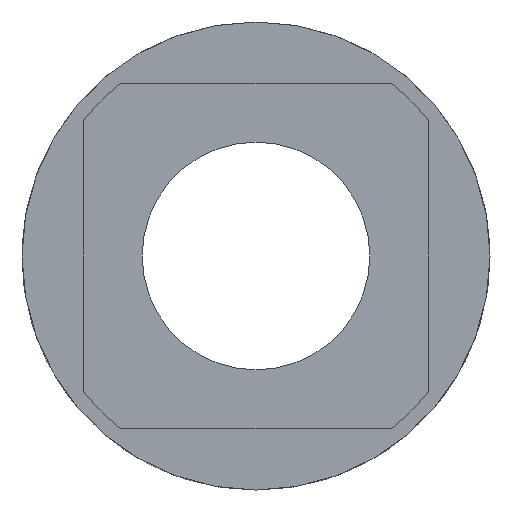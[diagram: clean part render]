
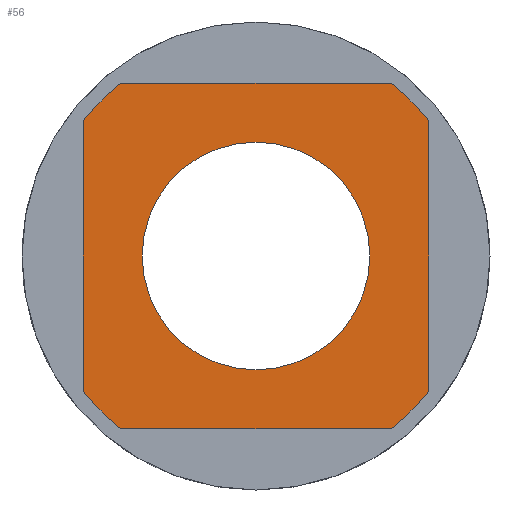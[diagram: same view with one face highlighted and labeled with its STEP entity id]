
A CAD part, left-side view. The second image highlights one B-rep face of the part: STEP entity #56.
In plain terms, the highlighted planar face has unit normal (-1, 0, 0).
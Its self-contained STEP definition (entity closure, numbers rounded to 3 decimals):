
#17 = FACE_BOUND ( 'NONE', #352, .T. ) ;
#23 = DIRECTION ( 'NONE',  ( 0., 0., 1. ) ) ;
#38 = EDGE_CURVE ( 'NONE', #115, #591, #298, .T. ) ;
#43 = AXIS2_PLACEMENT_3D ( 'NONE', #499, #111, #243 ) ;
#47 = DIRECTION ( 'NONE',  ( 0., 0., 1. ) ) ;
#51 = CARTESIAN_POINT ( 'NONE',  ( -33.366, -5.2, -4.064 ) ) ;
#56 = ADVANCED_FACE ( 'NONE', ( #441, #17 ), #196, .T. ) ;
#57 = ORIENTED_EDGE ( 'NONE', *, *, #38, .T. ) ;
#58 = VERTEX_POINT ( 'NONE', #118 ) ;
#62 = DIRECTION ( 'NONE',  ( -1., 0., 0. ) ) ;
#77 = EDGE_CURVE ( 'NONE', #249, #620, #355, .T. ) ;
#87 = DIRECTION ( 'NONE',  ( -1., 0., 0. ) ) ;
#96 = CARTESIAN_POINT ( 'NONE',  ( -33.366, 4.064, -5.2 ) ) ;
#102 = CARTESIAN_POINT ( 'NONE',  ( -33.366, 0., 0. ) ) ;
#104 = CARTESIAN_POINT ( 'NONE',  ( -33.366, -5.2, -4.064 ) ) ;
#108 = DIRECTION ( 'NONE',  ( 0., 1., 0. ) ) ;
#111 = DIRECTION ( 'NONE',  ( 1., 0., 0. ) ) ;
#115 = VERTEX_POINT ( 'NONE', #454 ) ;
#118 = CARTESIAN_POINT ( 'NONE',  ( -33.366, 0., 3.425 ) ) ;
#120 = EDGE_CURVE ( 'NONE', #246, #517, #597, .T. ) ;
#123 = CARTESIAN_POINT ( 'NONE',  ( -33.366, 0., 0. ) ) ;
#132 = CARTESIAN_POINT ( 'NONE',  ( -33.366, 0., 0. ) ) ;
#134 = CARTESIAN_POINT ( 'NONE',  ( -33.366, -5.2, 4.064 ) ) ;
#135 = ORIENTED_EDGE ( 'NONE', *, *, #197, .T. ) ;
#148 = LINE ( 'NONE', #104, #305 ) ;
#172 = CIRCLE ( 'NONE', #497, 6.6 ) ;
#182 = EDGE_CURVE ( 'NONE', #442, #115, #321, .T. ) ;
#191 = DIRECTION ( 'NONE',  ( -1., 0., 0. ) ) ;
#194 = ORIENTED_EDGE ( 'NONE', *, *, #489, .T. ) ;
#196 = PLANE ( 'NONE',  #432 ) ;
#197 = EDGE_CURVE ( 'NONE', #296, #442, #148, .T. ) ;
#199 = AXIS2_PLACEMENT_3D ( 'NONE', #132, #87, #47 ) ;
#203 = ORIENTED_EDGE ( 'NONE', *, *, #473, .T. ) ;
#209 = VECTOR ( 'NONE', #413, 1000. ) ;
#212 = CARTESIAN_POINT ( 'NONE',  ( -33.366, -4.064, -5.2 ) ) ;
#243 = DIRECTION ( 'NONE',  ( 0., 0., 1. ) ) ;
#246 = VERTEX_POINT ( 'NONE', #562 ) ;
#249 = VERTEX_POINT ( 'NONE', #96 ) ;
#253 = AXIS2_PLACEMENT_3D ( 'NONE', #102, #191, #393 ) ;
#256 = EDGE_LOOP ( 'NONE', ( #194, #135, #487, #57, #399, #315, #344, #342 ) ) ;
#288 = DIRECTION ( 'NONE',  ( 1., 0., 0. ) ) ;
#296 = VERTEX_POINT ( 'NONE', #51 ) ;
#297 = DIRECTION ( 'NONE',  ( 0., 0., 1. ) ) ;
#298 = LINE ( 'NONE', #545, #482 ) ;
#299 = DIRECTION ( 'NONE',  ( 0., 0., 1. ) ) ;
#305 = VECTOR ( 'NONE', #299, 1000. ) ;
#306 = CIRCLE ( 'NONE', #43, 3.425 ) ;
#315 = ORIENTED_EDGE ( 'NONE', *, *, #120, .T. ) ;
#321 = CIRCLE ( 'NONE', #519, 6.6 ) ;
#324 = CARTESIAN_POINT ( 'NONE',  ( -33.366, 0., 0. ) ) ;
#342 = ORIENTED_EDGE ( 'NONE', *, *, #77, .T. ) ;
#344 = ORIENTED_EDGE ( 'NONE', *, *, #515, .T. ) ;
#350 = CARTESIAN_POINT ( 'NONE',  ( -33.366, 0., 0. ) ) ;
#352 = EDGE_LOOP ( 'NONE', ( #583, #203 ) ) ;
#355 = LINE ( 'NONE', #405, #209 ) ;
#374 = DIRECTION ( 'NONE',  ( 0., 0., 1. ) ) ;
#384 = CARTESIAN_POINT ( 'NONE',  ( -33.366, 5.2, -4.064 ) ) ;
#391 = CIRCLE ( 'NONE', #199, 6.6 ) ;
#393 = DIRECTION ( 'NONE',  ( 0., 0., 1. ) ) ;
#399 = ORIENTED_EDGE ( 'NONE', *, *, #425, .T. ) ;
#405 = CARTESIAN_POINT ( 'NONE',  ( -33.366, -4.064, -5.2 ) ) ;
#413 = DIRECTION ( 'NONE',  ( 0., -1., 0. ) ) ;
#425 = EDGE_CURVE ( 'NONE', #591, #246, #391, .T. ) ;
#431 = EDGE_CURVE ( 'NONE', #58, #603, #475, .T. ) ;
#432 = AXIS2_PLACEMENT_3D ( 'NONE', #123, #618, #466 ) ;
#441 = FACE_OUTER_BOUND ( 'NONE', #256, .T. ) ;
#442 = VERTEX_POINT ( 'NONE', #134 ) ;
#453 = DIRECTION ( 'NONE',  ( -1., 0., 0. ) ) ;
#454 = CARTESIAN_POINT ( 'NONE',  ( -33.366, -4.064, 5.2 ) ) ;
#466 = DIRECTION ( 'NONE',  ( 0., 0., 1. ) ) ;
#473 = EDGE_CURVE ( 'NONE', #603, #58, #306, .T. ) ;
#475 = CIRCLE ( 'NONE', #577, 3.425 ) ;
#482 = VECTOR ( 'NONE', #108, 1000. ) ;
#487 = ORIENTED_EDGE ( 'NONE', *, *, #182, .T. ) ;
#489 = EDGE_CURVE ( 'NONE', #620, #296, #172, .T. ) ;
#497 = AXIS2_PLACEMENT_3D ( 'NONE', #350, #62, #297 ) ;
#499 = CARTESIAN_POINT ( 'NONE',  ( -33.366, 0., 0. ) ) ;
#505 = CARTESIAN_POINT ( 'NONE',  ( -33.366, 4.064, 5.2 ) ) ;
#515 = EDGE_CURVE ( 'NONE', #517, #249, #588, .T. ) ;
#517 = VERTEX_POINT ( 'NONE', #384 ) ;
#519 = AXIS2_PLACEMENT_3D ( 'NONE', #592, #453, #23 ) ;
#545 = CARTESIAN_POINT ( 'NONE',  ( -33.366, -4.064, 5.2 ) ) ;
#553 = DIRECTION ( 'NONE',  ( 0., 0., -1. ) ) ;
#557 = CARTESIAN_POINT ( 'NONE',  ( -33.366, 0., -3.425 ) ) ;
#562 = CARTESIAN_POINT ( 'NONE',  ( -33.366, 5.2, 4.064 ) ) ;
#571 = VECTOR ( 'NONE', #553, 1000. ) ;
#577 = AXIS2_PLACEMENT_3D ( 'NONE', #324, #288, #374 ) ;
#583 = ORIENTED_EDGE ( 'NONE', *, *, #431, .T. ) ;
#588 = CIRCLE ( 'NONE', #253, 6.6 ) ;
#591 = VERTEX_POINT ( 'NONE', #505 ) ;
#592 = CARTESIAN_POINT ( 'NONE',  ( -33.366, 0., 0. ) ) ;
#597 = LINE ( 'NONE', #607, #571 ) ;
#603 = VERTEX_POINT ( 'NONE', #557 ) ;
#607 = CARTESIAN_POINT ( 'NONE',  ( -33.366, 5.2, -4.064 ) ) ;
#618 = DIRECTION ( 'NONE',  ( -1., 0., 0. ) ) ;
#620 = VERTEX_POINT ( 'NONE', #212 ) ;
